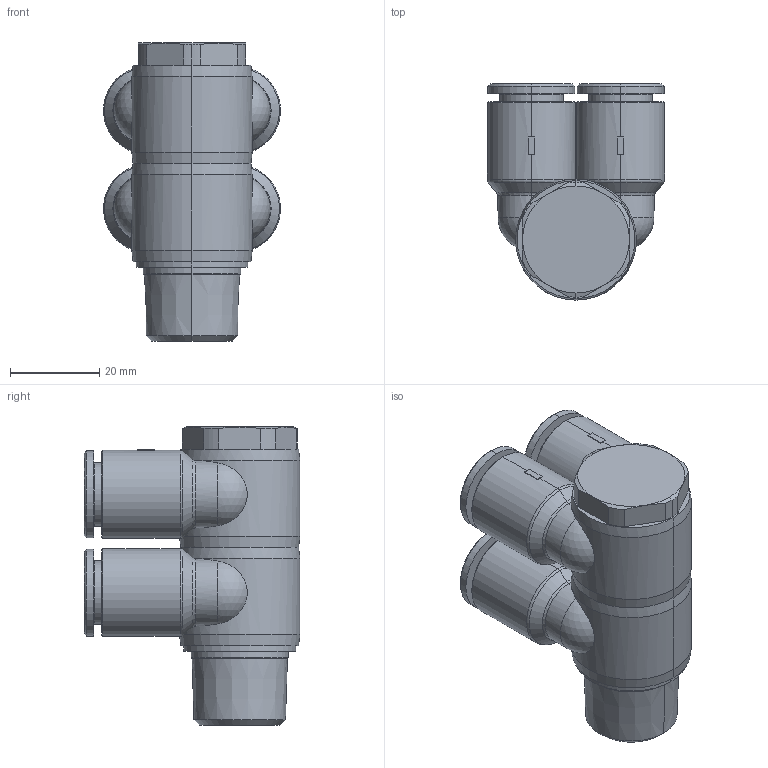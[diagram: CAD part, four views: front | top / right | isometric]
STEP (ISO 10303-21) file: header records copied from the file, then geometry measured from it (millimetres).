
FILE_DESCRIPTION((''),'2;1');
FILE_NAME('GPA_1204(2)(3D).stp','2012-12-17T14:29:40',(''),(''),'Mechanical Desktop.R8.0.24.0','Mechanical Desktop.R8.0.24.0',', , ');
FILE_SCHEMA(('CONFIG_CONTROL_DESIGN'));
Length unit declared in the file: millimetre
Products named in the file (2): GPA_1204(2)(3D); 睡ヶ1
Assembly tree (1 placements, depth 2):
  GPA_1204(2)(3D)
    睡ヶ1
Bounding box: 39.7 x 48.4 x 66.8 mm (x, y, z)
Volume: 48259.5 mm3; surface area: 18619.1 mm2
Topology: 1 solids, 1 shells, 1570 faces, 4446 edges, 2933 vertices
Faces by surface type: plane 1382, cone 70, cylinder 70, bspline 32, torus 12, sphere 4
Entity records: 51057 total; most frequent: CARTESIAN_POINT 10329, ORIENTED_EDGE 8888, DIRECTION 7668, EDGE_CURVE 4444, VECTOR 4076, LINE 4076, VERTEX_POINT 2933, AXIS2_PLACEMENT_3D 1796
